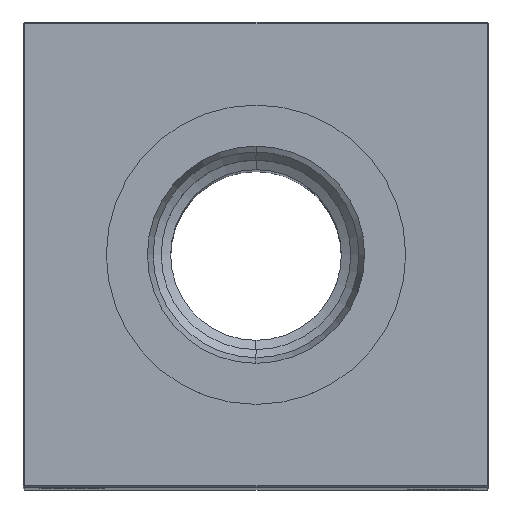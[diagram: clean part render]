
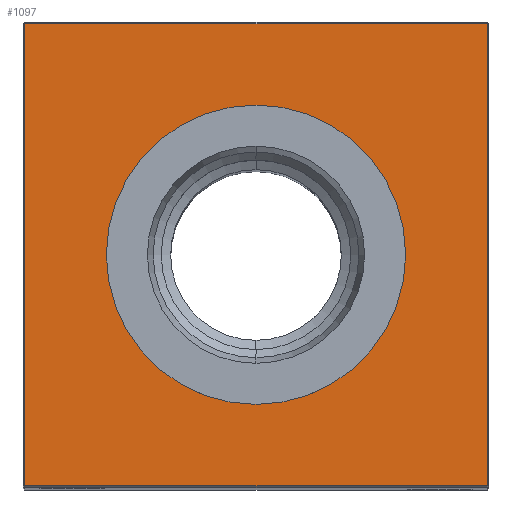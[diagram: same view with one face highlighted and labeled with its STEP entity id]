
A CAD part, top view. The second image highlights one B-rep face of the part: STEP entity #1097.
In plain terms, the highlighted planar face has unit normal (0, 0, 1).
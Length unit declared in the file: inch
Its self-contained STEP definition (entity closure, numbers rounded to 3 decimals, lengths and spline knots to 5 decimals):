
#35 = FACE_OUTER_BOUND ( 'NONE', #7614, .T. ) ;
#1097 = ADVANCED_FACE ( 'NONE', ( #35, #20109 ), #10024, .F. ) ;
#1341 = EDGE_CURVE ( 'NONE', #12455, #25025, #24462, .T. ) ;
#1965 = CARTESIAN_POINT ( 'NONE',  ( -1.49, -1.49, 9.25 ) ) ;
#2232 = CARTESIAN_POINT ( 'NONE',  ( 1.49, -1.49, 9.25 ) ) ;
#3598 = VERTEX_POINT ( 'NONE', #2232 ) ;
#4035 = DIRECTION ( 'NONE',  ( 0., 1., 0. ) ) ;
#4105 = ORIENTED_EDGE ( 'NONE', *, *, #23485, .T. ) ;
#4235 = ORIENTED_EDGE ( 'NONE', *, *, #22709, .T. ) ;
#4497 = ORIENTED_EDGE ( 'NONE', *, *, #22900, .T. ) ;
#4619 = ORIENTED_EDGE ( 'NONE', *, *, #9380, .T. ) ;
#5983 = CARTESIAN_POINT ( 'NONE',  ( 1.49, 0., 9.25 ) ) ;
#6032 = DIRECTION ( 'NONE',  ( 1., 0., 0. ) ) ;
#6923 = CARTESIAN_POINT ( 'NONE',  ( -1.49, 1.49, 9.25 ) ) ;
#7614 = EDGE_LOOP ( 'NONE', ( #4497, #4105, #14977, #4619 ) ) ;
#8258 = LINE ( 'NONE', #14098, #15690 ) ;
#8750 = DIRECTION ( 'NONE',  ( 0., -1., 0. ) ) ;
#9380 = EDGE_CURVE ( 'NONE', #16804, #23578, #8258, .T. ) ;
#10024 = PLANE ( 'NONE',  #23653 ) ;
#10897 = DIRECTION ( 'NONE',  ( 0., 0., -1. ) ) ;
#11100 = CARTESIAN_POINT ( 'NONE',  ( -1.49, 0., 9.25 ) ) ;
#11647 = DIRECTION ( 'NONE',  ( -1., 0., 0. ) ) ;
#12452 = EDGE_LOOP ( 'NONE', ( #19072, #4235 ) ) ;
#12455 = VERTEX_POINT ( 'NONE', #14230 ) ;
#13458 = CARTESIAN_POINT ( 'NONE',  ( 0., 0., 9.25 ) ) ;
#13904 = CARTESIAN_POINT ( 'NONE',  ( 0., 0., 9.25 ) ) ;
#14098 = CARTESIAN_POINT ( 'NONE',  ( 0., 1.49, 9.25 ) ) ;
#14166 = DIRECTION ( 'NONE',  ( -1., 0., 0. ) ) ;
#14230 = CARTESIAN_POINT ( 'NONE',  ( 0., 0.96457, 9.25 ) ) ;
#14977 = ORIENTED_EDGE ( 'NONE', *, *, #19328, .T. ) ;
#15690 = VECTOR ( 'NONE', #21844, 39.37008 ) ;
#15776 = DIRECTION ( 'NONE',  ( 0., 0., -1. ) ) ;
#16804 = VERTEX_POINT ( 'NONE', #22381 ) ;
#17911 = DIRECTION ( 'NONE',  ( 0., 0., -1. ) ) ;
#18128 = CIRCLE ( 'NONE', #20622, 0.96457 ) ;
#18195 = VECTOR ( 'NONE', #4035, 39.37008 ) ;
#18951 = VECTOR ( 'NONE', #6032, 39.37008 ) ;
#19072 = ORIENTED_EDGE ( 'NONE', *, *, #1341, .T. ) ;
#19328 = EDGE_CURVE ( 'NONE', #3598, #16804, #23594, .T. ) ;
#20109 = FACE_BOUND ( 'NONE', #12452, .T. ) ;
#20622 = AXIS2_PLACEMENT_3D ( 'NONE', #13458, #15776, #11647 ) ;
#20719 = CARTESIAN_POINT ( 'NONE',  ( 0., 0., 9.25 ) ) ;
#21844 = DIRECTION ( 'NONE',  ( -1., 0., 0. ) ) ;
#22381 = CARTESIAN_POINT ( 'NONE',  ( 1.49, 1.49, 9.25 ) ) ;
#22525 = DIRECTION ( 'NONE',  ( -1., 0., 0. ) ) ;
#22600 = LINE ( 'NONE', #11100, #23925 ) ;
#22709 = EDGE_CURVE ( 'NONE', #25025, #12455, #18128, .T. ) ;
#22900 = EDGE_CURVE ( 'NONE', #23578, #24807, #22600, .T. ) ;
#23184 = CARTESIAN_POINT ( 'NONE',  ( 0., -0.96457, 9.25 ) ) ;
#23485 = EDGE_CURVE ( 'NONE', #24807, #3598, #23766, .T. ) ;
#23578 = VERTEX_POINT ( 'NONE', #6923 ) ;
#23594 = LINE ( 'NONE', #5983, #18195 ) ;
#23653 = AXIS2_PLACEMENT_3D ( 'NONE', #13904, #17911, #14166 ) ;
#23766 = LINE ( 'NONE', #24153, #18951 ) ;
#23925 = VECTOR ( 'NONE', #8750, 39.37008 ) ;
#24058 = AXIS2_PLACEMENT_3D ( 'NONE', #20719, #10897, #22525 ) ;
#24153 = CARTESIAN_POINT ( 'NONE',  ( 0., -1.49, 9.25 ) ) ;
#24462 = CIRCLE ( 'NONE', #24058, 0.96457 ) ;
#24807 = VERTEX_POINT ( 'NONE', #1965 ) ;
#25025 = VERTEX_POINT ( 'NONE', #23184 ) ;
